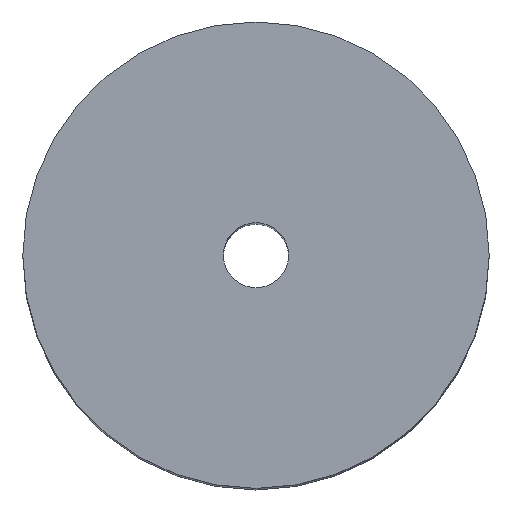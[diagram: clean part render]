
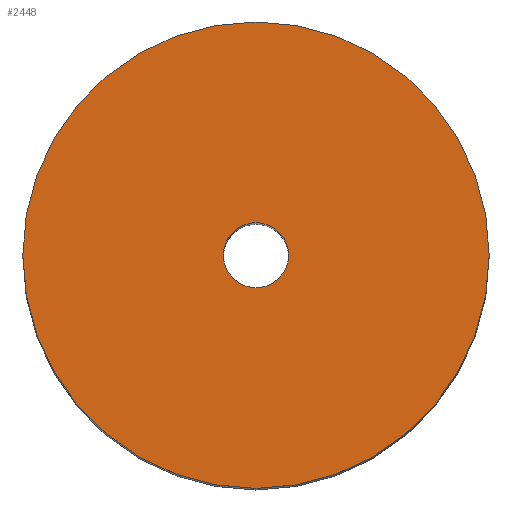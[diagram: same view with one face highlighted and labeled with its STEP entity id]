
A CAD part, top view. The second image highlights one B-rep face of the part: STEP entity #2448.
In plain terms, the highlighted planar face has unit normal (0, 0, 1).
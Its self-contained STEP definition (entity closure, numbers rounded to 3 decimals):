
#19=FACE_BOUND('',#282,.T.);
#23=PLANE('',#2853);
#150=FACE_OUTER_BOUND('',#281,.T.);
#281=EDGE_LOOP('',(#2182,#2183));
#282=EDGE_LOOP('',(#2184,#2185));
#532=CIRCLE('',#2839,29.05);
#533=CIRCLE('',#2840,29.05);
#543=CIRCLE('',#2854,4.05);
#544=CIRCLE('',#2855,4.05);
#1038=VERTEX_POINT('',#4497);
#1039=VERTEX_POINT('',#4499);
#1047=VERTEX_POINT('',#4523);
#1048=VERTEX_POINT('',#4524);
#1417=EDGE_CURVE('',#1038,#1039,#532,.T.);
#1418=EDGE_CURVE('',#1039,#1038,#533,.T.);
#1429=EDGE_CURVE('',#1047,#1048,#543,.T.);
#1430=EDGE_CURVE('',#1048,#1047,#544,.T.);
#2182=ORIENTED_EDGE('',*,*,#1418,.F.);
#2183=ORIENTED_EDGE('',*,*,#1417,.F.);
#2184=ORIENTED_EDGE('',*,*,#1429,.T.);
#2185=ORIENTED_EDGE('',*,*,#1430,.T.);
#2448=ADVANCED_FACE('',(#150,#19),#23,.T.);
#2839=AXIS2_PLACEMENT_3D('',#4500,#3718,#3719);
#2840=AXIS2_PLACEMENT_3D('',#4501,#3720,#3721);
#2853=AXIS2_PLACEMENT_3D('',#4522,#3747,#3748);
#2854=AXIS2_PLACEMENT_3D('',#4525,#3749,#3750);
#2855=AXIS2_PLACEMENT_3D('',#4526,#3751,#3752);
#3718=DIRECTION('center_axis',(0.,0.,-1.));
#3719=DIRECTION('ref_axis',(1.,0.,0.));
#3720=DIRECTION('center_axis',(0.,0.,-1.));
#3721=DIRECTION('ref_axis',(1.,0.,0.));
#3747=DIRECTION('center_axis',(0.,0.,1.));
#3748=DIRECTION('ref_axis',(1.,0.,0.));
#3749=DIRECTION('center_axis',(0.,0.,-1.));
#3750=DIRECTION('ref_axis',(1.,0.,0.));
#3751=DIRECTION('center_axis',(0.,0.,-1.));
#3752=DIRECTION('ref_axis',(1.,0.,0.));
#4497=CARTESIAN_POINT('',(0.,-29.05,0.));
#4499=CARTESIAN_POINT('',(0.,29.05,0.));
#4500=CARTESIAN_POINT('Origin',(0.,0.,0.));
#4501=CARTESIAN_POINT('Origin',(0.,0.,0.));
#4522=CARTESIAN_POINT('Origin',(0.,29.05,0.));
#4523=CARTESIAN_POINT('',(0.,4.05,0.));
#4524=CARTESIAN_POINT('',(0.,-4.05,0.));
#4525=CARTESIAN_POINT('Origin',(0.,0.,0.));
#4526=CARTESIAN_POINT('Origin',(0.,0.,0.));
